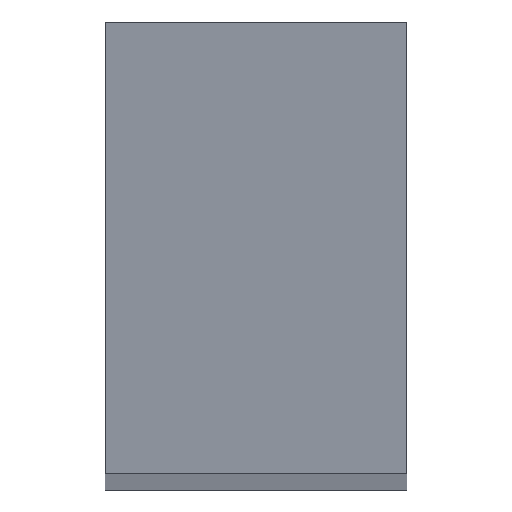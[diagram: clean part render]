
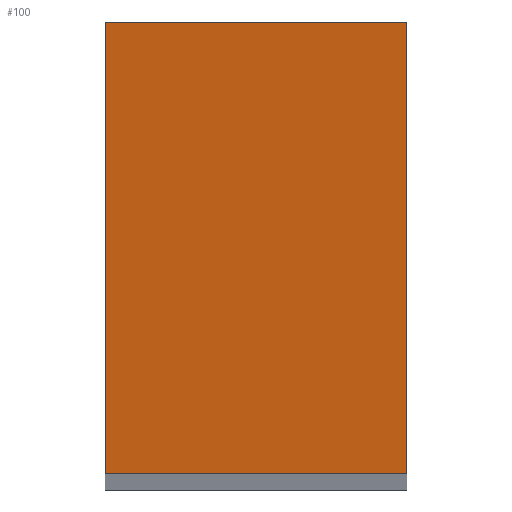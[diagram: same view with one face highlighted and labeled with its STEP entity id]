
A CAD part, top view. The second image highlights one B-rep face of the part: STEP entity #100.
In plain terms, the highlighted planar face has unit normal (0, -0.155, 0.988).
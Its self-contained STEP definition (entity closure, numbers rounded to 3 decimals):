
#5 = VECTOR ( 'NONE', #107, 1000. ) ;
#13 = CARTESIAN_POINT ( 'NONE',  ( -20., -30., 1229.604 ) ) ;
#21 = CARTESIAN_POINT ( 'NONE',  ( 20., -30., 1229.604 ) ) ;
#27 = VERTEX_POINT ( 'NONE', #13 ) ;
#30 = DIRECTION ( 'NONE',  ( 0., -0.155, 0.988 ) ) ;
#32 = FACE_OUTER_BOUND ( 'NONE', #118, .T. ) ;
#33 = PLANE ( 'NONE',  #198 ) ;
#35 = LINE ( 'NONE', #128, #42 ) ;
#42 = VECTOR ( 'NONE', #82, 1000. ) ;
#44 = CARTESIAN_POINT ( 'NONE',  ( -20., 30., 1239. ) ) ;
#45 = LINE ( 'NONE', #157, #173 ) ;
#49 = DIRECTION ( 'NONE',  ( 0., 0.988, 0.155 ) ) ;
#61 = EDGE_CURVE ( 'NONE', #183, #27, #110, .T. ) ;
#78 = EDGE_CURVE ( 'NONE', #150, #183, #45, .T. ) ;
#80 = CARTESIAN_POINT ( 'NONE',  ( -20., 30., 1239. ) ) ;
#82 = DIRECTION ( 'NONE',  ( 1., 0., 0. ) ) ;
#96 = LINE ( 'NONE', #115, #187 ) ;
#99 = ORIENTED_EDGE ( 'NONE', *, *, #78, .T. ) ;
#100 = ADVANCED_FACE ( 'NONE', ( #32 ), #33, .T. ) ;
#101 = ORIENTED_EDGE ( 'NONE', *, *, #199, .T. ) ;
#107 = DIRECTION ( 'NONE',  ( 0., -0.988, -0.155 ) ) ;
#110 = LINE ( 'NONE', #44, #5 ) ;
#115 = CARTESIAN_POINT ( 'NONE',  ( 20., 30., 1239. ) ) ;
#116 = ORIENTED_EDGE ( 'NONE', *, *, #61, .T. ) ;
#118 = EDGE_LOOP ( 'NONE', ( #122, #99, #116, #101 ) ) ;
#122 = ORIENTED_EDGE ( 'NONE', *, *, #194, .T. ) ;
#127 = CARTESIAN_POINT ( 'NONE',  ( 20., 30., 1239. ) ) ;
#128 = CARTESIAN_POINT ( 'NONE',  ( -20., -30., 1229.604 ) ) ;
#141 = CARTESIAN_POINT ( 'NONE',  ( -20., 30., 1239. ) ) ;
#142 = DIRECTION ( 'NONE',  ( 0., -0.988, -0.155 ) ) ;
#150 = VERTEX_POINT ( 'NONE', #127 ) ;
#157 = CARTESIAN_POINT ( 'NONE',  ( -20., 30., 1239. ) ) ;
#173 = VECTOR ( 'NONE', #188, 1000. ) ;
#179 = VERTEX_POINT ( 'NONE', #21 ) ;
#183 = VERTEX_POINT ( 'NONE', #80 ) ;
#187 = VECTOR ( 'NONE', #49, 1000. ) ;
#188 = DIRECTION ( 'NONE',  ( -1., 0., 0. ) ) ;
#194 = EDGE_CURVE ( 'NONE', #179, #150, #96, .T. ) ;
#198 = AXIS2_PLACEMENT_3D ( 'NONE', #141, #30, #142 ) ;
#199 = EDGE_CURVE ( 'NONE', #27, #179, #35, .T. ) ;
